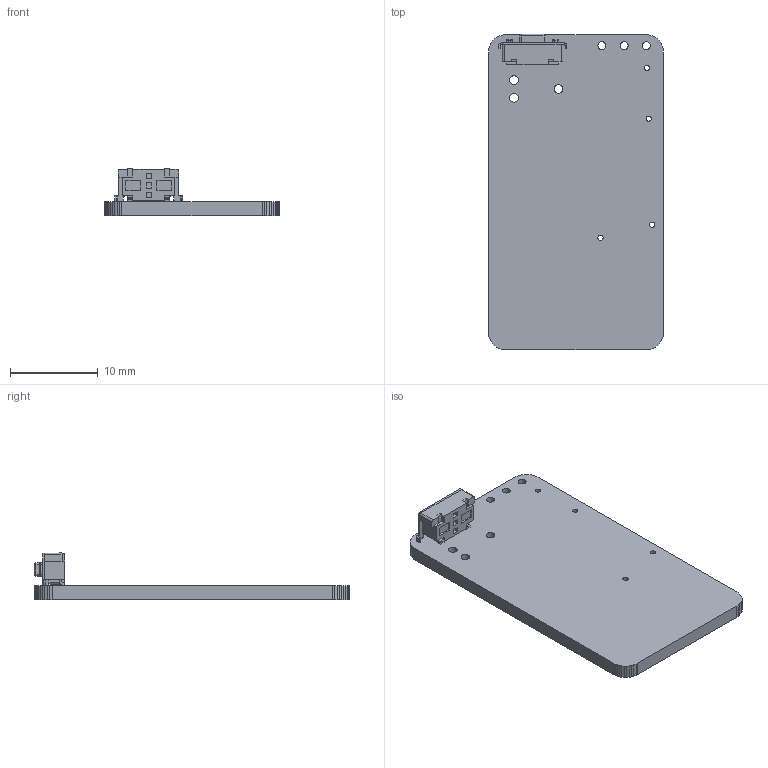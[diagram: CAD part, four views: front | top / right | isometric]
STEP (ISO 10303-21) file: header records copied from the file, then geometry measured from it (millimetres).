
FILE_DESCRIPTION(('KiCad electronic assembly'),'2;1');
FILE_NAME('LED_poi_brd.step','2024-02-11T18:27:30',('Pcbnew'),('Kicad'), 'Open CASCADE STEP processor 7.6','KiCad to STEP converter','Unknown' );
FILE_SCHEMA(('AUTOMOTIVE_DESIGN { 1 0 10303 214 1 1 1 1 }'));
Length unit declared in the file: millimetre
Products named in the file (4): LED_poi_brd 1; TL3330_sw_model; 2; LED_poi PCB
Assembly tree (3 placements, depth 3):
  LED_poi_brd 1
    TL3330_sw_model
      2
    LED_poi PCB
Bounding box: 20 x 36.05 x 5.4 mm (x, y, z)
Volume: 1182 mm3; surface area: 1865.4 mm2
Topology: 17 solids, 17 shells, 397 faces, 1002 edges, 646 vertices
Faces by surface type: plane 274, cylinder 99, sphere 16, bspline 8
Full cylindrical faces by diameter (mm): 0.6 x4, 0.762 x2, 0.9 x3, 0.991 x3
Entity records: 26901 total; most frequent: CARTESIAN_POINT 6499, DIRECTION 3831, LINE 2562, VECTOR 2562, ORIENTED_EDGE 1996, PCURVE 1996, DEFINITIONAL_REPRESENTATION 1996, EDGE_CURVE 998
